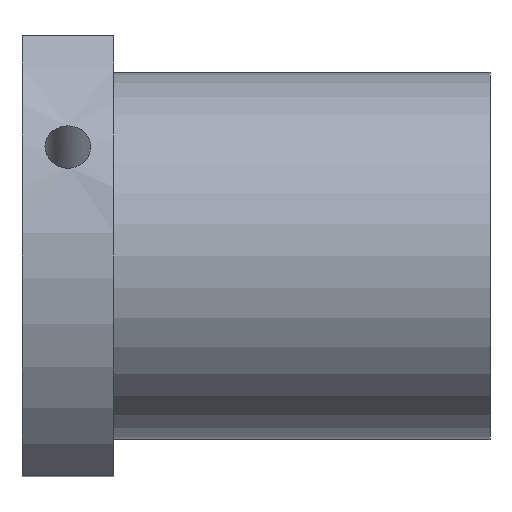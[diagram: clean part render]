
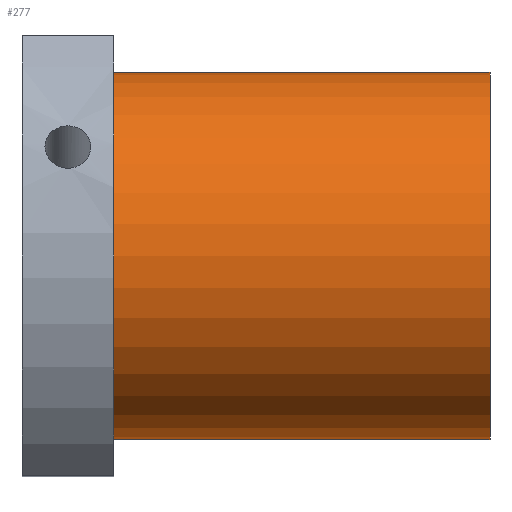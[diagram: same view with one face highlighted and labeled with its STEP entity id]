
A CAD part, top view. The second image highlights one B-rep face of the part: STEP entity #277.
In plain terms, the highlighted cylindrical face has radius 20 mm (diameter 40 mm), a full revolution.
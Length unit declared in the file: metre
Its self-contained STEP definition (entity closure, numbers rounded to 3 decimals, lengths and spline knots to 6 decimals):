
#81=ORIENTED_EDGE('',*,*,#124,.T.);
#82=ORIENTED_EDGE('',*,*,#118,.F.);
#118=EDGE_CURVE('',#147,#147,#168,.T.);
#124=EDGE_CURVE('',#150,#150,#170,.T.);
#147=VERTEX_POINT('',#489);
#150=VERTEX_POINT('',#500);
#168=CIRCLE('',#321,0.02);
#170=CIRCLE('',#325,0.02);
#205=EDGE_LOOP('',(#81));
#206=EDGE_LOOP('',(#82));
#247=FACE_BOUND('',#205,.T.);
#248=FACE_BOUND('',#206,.T.);
#263=CYLINDRICAL_SURFACE('',#326,0.02);
#277=ADVANCED_FACE('',(#247,#248),#263,.T.);
#321=AXIS2_PLACEMENT_3D('',#488,#389,#390);
#325=AXIS2_PLACEMENT_3D('',#499,#401,#402);
#326=AXIS2_PLACEMENT_3D('',#501,#403,#404);
#389=DIRECTION('',(-1.,0.,0.));
#390=DIRECTION('',(0.,0.,1.));
#401=DIRECTION('',(-1.,0.,0.));
#402=DIRECTION('',(0.,0.,1.));
#403=DIRECTION('',(-1.,0.,0.));
#404=DIRECTION('',(0.,0.,1.));
#488=CARTESIAN_POINT('',(-0.015269,0.,0.));
#489=CARTESIAN_POINT('',(-0.015269,0.,0.02));
#499=CARTESIAN_POINT('',(0.025731,0.,0.));
#500=CARTESIAN_POINT('',(0.025731,0.,0.02));
#501=CARTESIAN_POINT('',(0.000131,0.,0.));
